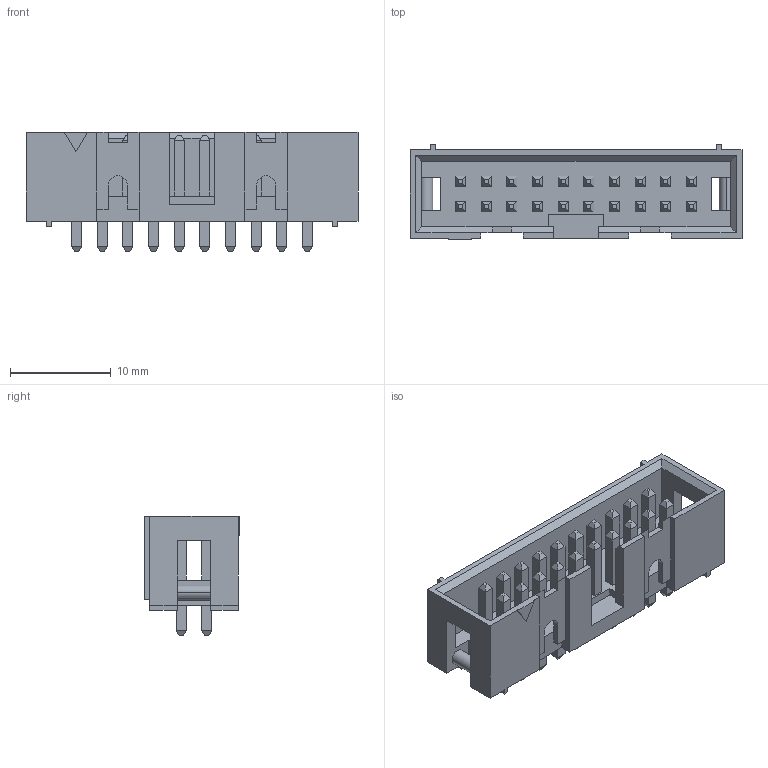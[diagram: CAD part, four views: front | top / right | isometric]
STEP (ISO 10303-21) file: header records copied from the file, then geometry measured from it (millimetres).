
FILE_DESCRIPTION (( 'STEP AP214' ), '1' );
FILE_NAME ('SW3dPS-HDB-20.STEP', '2009-10-28T19:58:59', ( 'sysAdmin' ), ( 'SolidWorks' ), 'SwSTEP 2.0', 'SolidWorks 2009', '' );
FILE_SCHEMA (( 'AUTOMOTIVE_DESIGN' ));
Length unit declared in the file: millimetre
Products named in the file (1): SW3dPS-HDB-20
Bounding box: 32.9 x 9.4 x 11.8 mm (x, y, z)
Volume: 1276 mm3; surface area: 2408.4 mm2
Topology: 1 solids, 1 shells, 458 faces, 1100 edges, 676 vertices
Faces by surface type: plane 450, cylinder 8
Entity records: 16855 total; most frequent: CARTESIAN_POINT 2235, ORIENTED_EDGE 2200, DIRECTION 2034, EDGE_CURVE 1100, VECTOR 1084, LINE 1084, VERTEX_POINT 676, EDGE_LOOP 502
